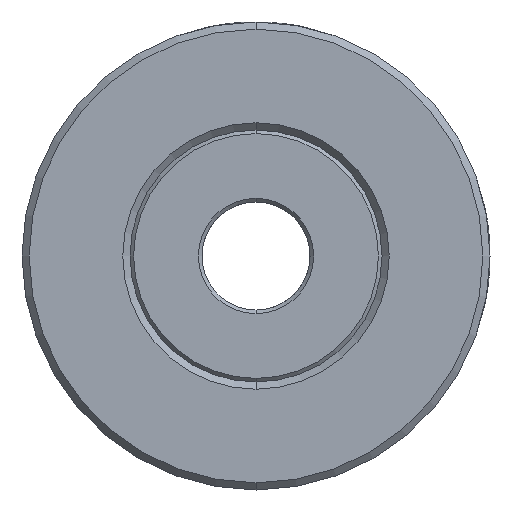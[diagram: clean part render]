
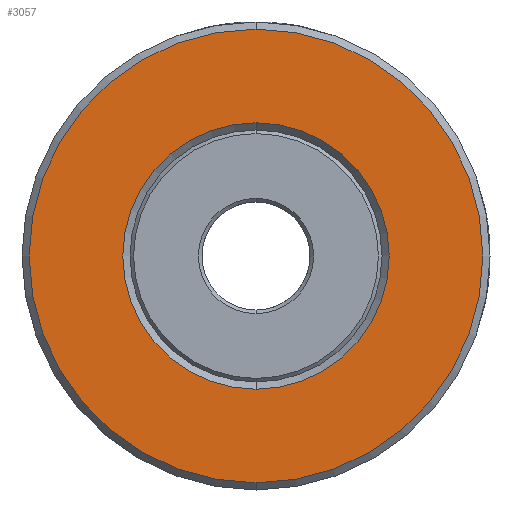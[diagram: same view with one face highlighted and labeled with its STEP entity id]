
A CAD part, front view. The second image highlights one B-rep face of the part: STEP entity #3057.
In plain terms, the highlighted planar face has unit normal (0, -1, 0).
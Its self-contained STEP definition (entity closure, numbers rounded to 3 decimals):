
#69 = VERTEX_POINT ( 'NONE', #1210 ) ;
#194 = CARTESIAN_POINT ( 'NONE',  ( 0., -3., 6.3 ) ) ;
#375 = ORIENTED_EDGE ( 'NONE', *, *, #5179, .T. ) ;
#385 = ORIENTED_EDGE ( 'NONE', *, *, #5526, .T. ) ;
#404 = DIRECTION ( 'NONE',  ( 0., -1., 0. ) ) ;
#423 = PLANE ( 'NONE',  #1147 ) ;
#521 = DIRECTION ( 'NONE',  ( 0., 1., 0. ) ) ;
#1073 = EDGE_CURVE ( 'NONE', #69, #4437, #4601, .T. ) ;
#1147 = AXIS2_PLACEMENT_3D ( 'NONE', #7283, #6743, #1638 ) ;
#1168 = DIRECTION ( 'NONE',  ( 0., 1., 0. ) ) ;
#1210 = CARTESIAN_POINT ( 'NONE',  ( 0., -3., -3.7 ) ) ;
#1321 = AXIS2_PLACEMENT_3D ( 'NONE', #5629, #521, #3949 ) ;
#1597 = DIRECTION ( 'NONE',  ( 0., 0., 1. ) ) ;
#1638 = DIRECTION ( 'NONE',  ( 0., 0., 1. ) ) ;
#2341 = CARTESIAN_POINT ( 'NONE',  ( 0., -3., 0. ) ) ;
#2486 = CIRCLE ( 'NONE', #5598, 3.7 ) ;
#2651 = DIRECTION ( 'NONE',  ( 0., 0., 1. ) ) ;
#2822 = AXIS2_PLACEMENT_3D ( 'NONE', #6078, #5544, #6652 ) ;
#3013 = VERTEX_POINT ( 'NONE', #4257 ) ;
#3057 = ADVANCED_FACE ( 'NONE', ( #4130, #4502 ), #423, .F. ) ;
#3852 = CARTESIAN_POINT ( 'NONE',  ( 0., -3., 0. ) ) ;
#3864 = VERTEX_POINT ( 'NONE', #194 ) ;
#3949 = DIRECTION ( 'NONE',  ( 0., 0., 1. ) ) ;
#4130 = FACE_BOUND ( 'NONE', #5734, .T. ) ;
#4207 = AXIS2_PLACEMENT_3D ( 'NONE', #3852, #404, #2651 ) ;
#4257 = CARTESIAN_POINT ( 'NONE',  ( 0., -3., -6.3 ) ) ;
#4379 = CIRCLE ( 'NONE', #2822, 6.3 ) ;
#4437 = VERTEX_POINT ( 'NONE', #6035 ) ;
#4502 = FACE_OUTER_BOUND ( 'NONE', #4761, .T. ) ;
#4601 = CIRCLE ( 'NONE', #1321, 3.7 ) ;
#4761 = EDGE_LOOP ( 'NONE', ( #375, #385 ) ) ;
#5179 = EDGE_CURVE ( 'NONE', #3864, #3013, #4379, .T. ) ;
#5304 = EDGE_CURVE ( 'NONE', #4437, #69, #2486, .T. ) ;
#5526 = EDGE_CURVE ( 'NONE', #3013, #3864, #7025, .T. ) ;
#5544 = DIRECTION ( 'NONE',  ( 0., -1., 0. ) ) ;
#5598 = AXIS2_PLACEMENT_3D ( 'NONE', #2341, #1168, #1597 ) ;
#5629 = CARTESIAN_POINT ( 'NONE',  ( 0., -3., 0. ) ) ;
#5734 = EDGE_LOOP ( 'NONE', ( #5793, #5819 ) ) ;
#5793 = ORIENTED_EDGE ( 'NONE', *, *, #1073, .T. ) ;
#5819 = ORIENTED_EDGE ( 'NONE', *, *, #5304, .T. ) ;
#6035 = CARTESIAN_POINT ( 'NONE',  ( 0., -3., 3.7 ) ) ;
#6078 = CARTESIAN_POINT ( 'NONE',  ( 0., -3., 0. ) ) ;
#6652 = DIRECTION ( 'NONE',  ( 0., 0., 1. ) ) ;
#6743 = DIRECTION ( 'NONE',  ( 0., 1., 0. ) ) ;
#7025 = CIRCLE ( 'NONE', #4207, 6.3 ) ;
#7283 = CARTESIAN_POINT ( 'NONE',  ( 0., -3., 0. ) ) ;
